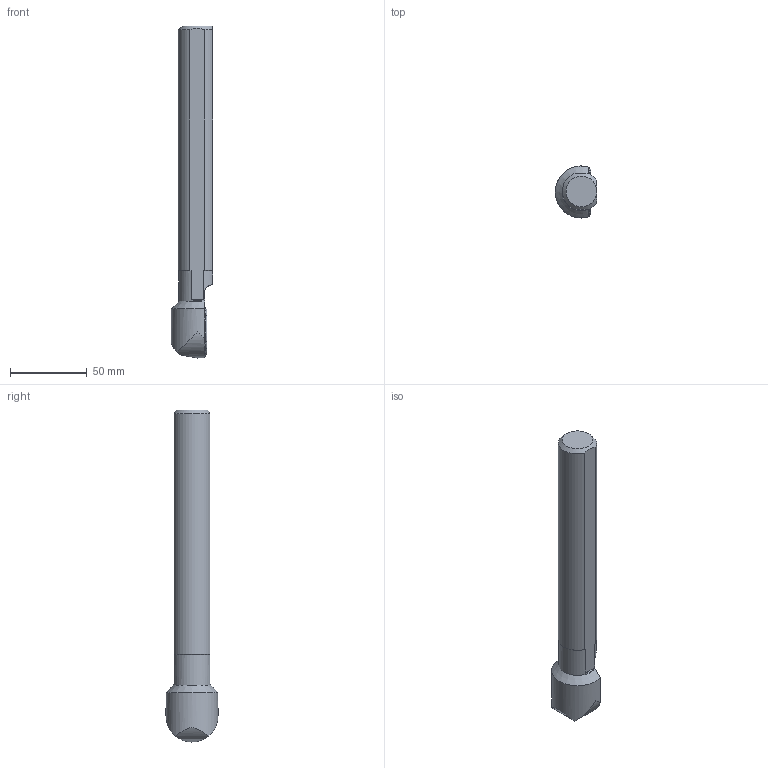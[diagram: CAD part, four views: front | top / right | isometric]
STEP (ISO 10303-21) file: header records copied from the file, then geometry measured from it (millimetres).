
FILE_DESCRIPTION(/* description */ (''),/* implementation_level */ '2;1');
FILE_NAME(/* name */ '1544173979416.stp',/* time_stamp */ '2018-12-07T14:43:07+05:00',/* author */ (''),/* organization */ ('SMS'),/* preprocessor_version */ 'ST-DEVELOPER v15',/* originating_system */ 'SIEMENS PLM Software NX 8.5',/* authorisation */ '');
FILE_SCHEMA (('AUTOMOTIVE_DESIGN { 1 0 10303 214 3 1 1 1 }'));
Length unit declared in the file: millimetre
Products named in the file (1): 201990654mod000_00
Bounding box: 27 x 34 x 217 mm (x, y, z)
Volume: 99316.4 mm3; surface area: 19170 mm2
Topology: 1 solids, 1 shells, 53 faces, 132 edges, 90 vertices
Faces by surface type: cylinder 21, cone 20, plane 12
Full cylindrical faces by diameter (mm): 4.2 x4, 5 x4, 6 x1, 6.009 x2, 8.65 x1, 32 x1
Entity records: 1458 total; most frequent: CARTESIAN_POINT 301, DIRECTION 239, ORIENTED_EDGE 180, AXIS2_PLACEMENT_3D 109, EDGE_CURVE 90, EDGE_LOOP 85, VERTEX_POINT 76, FACE_BOUND 70
